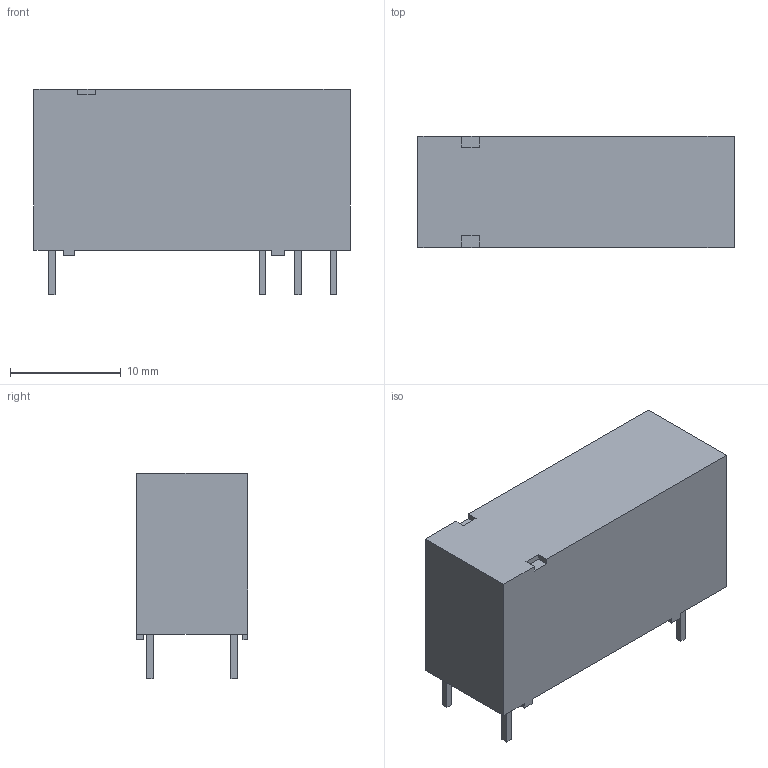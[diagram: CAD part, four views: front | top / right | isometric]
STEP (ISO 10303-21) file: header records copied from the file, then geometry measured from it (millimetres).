
FILE_DESCRIPTION (( 'STEP AP214' ), '1' );
FILE_NAME ('RELAY-TH_G6RN-1.step', '2022-07-09T13:18:02', ( '' ), ( '' ), 'SwSTEP 2.0', 'SolidWorks 2020', '' );
FILE_SCHEMA (( 'AUTOMOTIVE_DESIGN' ));
Length unit declared in the file: millimetre
Products named in the file (1): RELAY-TH_G6RN-1
Bounding box: 28.5 x 10.01 x 18.5 mm (x, y, z)
Volume: 4139 mm3; surface area: 1750.3 mm2
Topology: 1 solids, 1 shells, 338 faces, 915 edges, 610 vertices
Faces by surface type: plane 226, bspline 112
Entity records: 14561 total; most frequent: CARTESIAN_POINT 3968, ORIENTED_EDGE 1830, DIRECTION 1141, EDGE_CURVE 915, VECTOR 687, LINE 687, VERTEX_POINT 610, EDGE_LOOP 369
